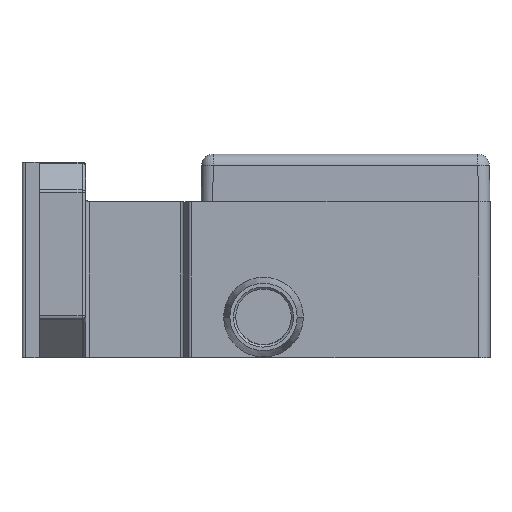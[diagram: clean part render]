
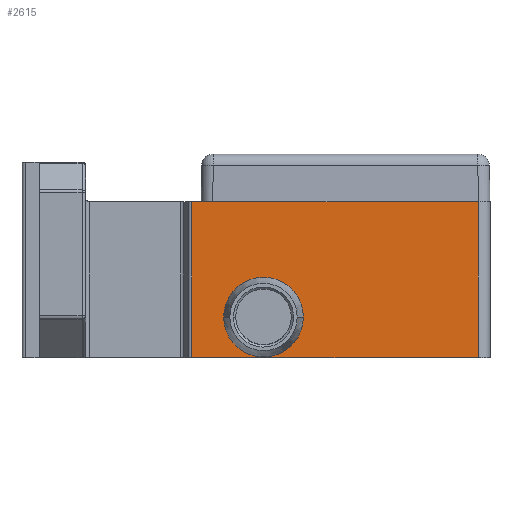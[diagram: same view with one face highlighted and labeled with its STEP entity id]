
A CAD part, top view. The second image highlights one B-rep face of the part: STEP entity #2615.
In plain terms, the highlighted planar face has unit normal (0, 0, 1).
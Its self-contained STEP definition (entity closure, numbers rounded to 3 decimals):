
#337=DIRECTION('',(1.,0.,0.));
#338=VECTOR('',#337,24.827);
#339=CARTESIAN_POINT('',(-5.577,-6.75,8.));
#340=LINE('',#339,#338);
#594=CARTESIAN_POINT('',(-3.75,6.75,8.));
#760=DIRECTION('',(0.,1.,0.));
#761=VECTOR('',#760,13.5);
#762=CARTESIAN_POINT('',(19.25,-6.75,8.));
#763=LINE('',#762,#761);
#772=DIRECTION('',(1.,0.,0.));
#773=VECTOR('',#772,1.827);
#774=CARTESIAN_POINT('',(-5.577,6.75,8.));
#775=LINE('',#774,#773);
#776=DIRECTION('',(1.,0.,0.));
#777=VECTOR('',#776,23.);
#778=CARTESIAN_POINT('',(-3.75,6.75,8.));
#779=LINE('',#778,#777);
#780=CARTESIAN_POINT('',(0.65,-3.25,8.));
#781=DIRECTION('',(0.,0.,1.));
#782=DIRECTION('',(-1.,0.,0.));
#783=AXIS2_PLACEMENT_3D('',#780,#781,#782);
#785=CARTESIAN_POINT('',(0.65,-3.25,8.));
#786=DIRECTION('',(0.,0.,1.));
#787=DIRECTION('',(1.,0.,0.));
#788=AXIS2_PLACEMENT_3D('',#785,#786,#787);
#794=DIRECTION('',(0.,-1.,0.));
#795=VECTOR('',#794,13.5);
#796=CARTESIAN_POINT('',(-5.577,6.75,8.));
#797=LINE('',#796,#795);
#1188=CARTESIAN_POINT('',(-5.577,-6.75,8.));
#1189=VERTEX_POINT('',#1188);
#1190=CARTESIAN_POINT('',(19.25,-6.75,8.));
#1191=VERTEX_POINT('',#1190);
#1224=CARTESIAN_POINT('',(-5.577,6.75,8.));
#1226=VERTEX_POINT('',#1224);
#1236=CARTESIAN_POINT('',(-2.8,-3.25,8.));
#1237=CARTESIAN_POINT('',(4.1,-3.25,8.));
#1238=VERTEX_POINT('',#1236);
#1239=VERTEX_POINT('',#1237);
#1272=VERTEX_POINT('',#594);
#1273=CARTESIAN_POINT('',(19.25,6.75,8.));
#1274=VERTEX_POINT('',#1273);
#2596=CARTESIAN_POINT('',(20.25,6.75,8.));
#2597=DIRECTION('',(0.,0.,-1.));
#2598=DIRECTION('',(-1.,0.,0.));
#2599=AXIS2_PLACEMENT_3D('',#2596,#2597,#2598);
#2600=PLANE('',#2599);
#2601=ORIENTED_EDGE('',*,*,#2541,.F.);
#2602=ORIENTED_EDGE('',*,*,#1787,.F.);
#2604=ORIENTED_EDGE('',*,*,#2603,.F.);
#2605=ORIENTED_EDGE('',*,*,#2252,.T.);
#2606=ORIENTED_EDGE('',*,*,#2579,.T.);
#2607=EDGE_LOOP('',(#2601,#2602,#2604,#2605,#2606));
#2608=FACE_OUTER_BOUND('',#2607,.F.);
#2610=ORIENTED_EDGE('',*,*,#2609,.T.);
#2612=ORIENTED_EDGE('',*,*,#2611,.T.);
#2613=EDGE_LOOP('',(#2610,#2612));
#2614=FACE_BOUND('',#2613,.F.);
#2615=ADVANCED_FACE('',(#2608,#2614),#2600,.F.);
#784=CIRCLE('',#783,3.45);
#789=CIRCLE('',#788,3.45);
#1787=EDGE_CURVE('',#1189,#1191,#340,.T.);
#2252=EDGE_CURVE('',#1226,#1272,#775,.T.);
#2541=EDGE_CURVE('',#1191,#1274,#763,.T.);
#2579=EDGE_CURVE('',#1272,#1274,#779,.T.);
#2603=EDGE_CURVE('',#1226,#1189,#797,.T.);
#2609=EDGE_CURVE('',#1238,#1239,#784,.T.);
#2611=EDGE_CURVE('',#1239,#1238,#789,.T.);
